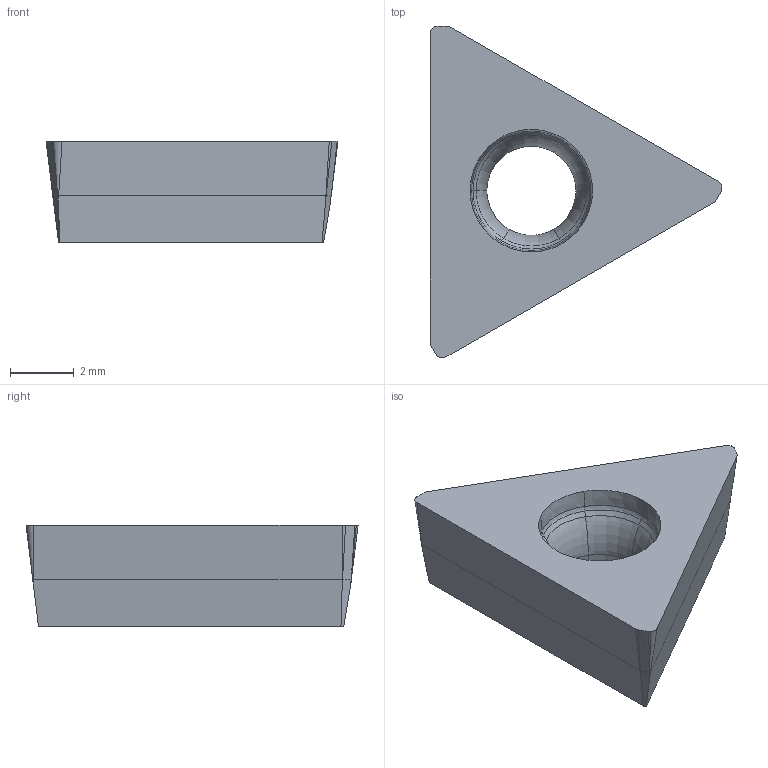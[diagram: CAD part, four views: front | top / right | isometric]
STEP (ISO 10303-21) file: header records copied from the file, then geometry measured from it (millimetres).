
FILE_DESCRIPTION(/* description */ (''),/* implementation_level */ '2;1');
FILE_NAME(/* name */ 'aaa339343_a.stp',/* time_stamp */ '2019-09-25T14:55:39+02:00',/* author */ (''),/* organization */ ('SMS'),/* preprocessor_version */ 'ST-DEVELOPER v16.7',/* originating_system */ 'SIEMENS PLM Software NX 12.0',/* authorisation */ '');
FILE_SCHEMA (('AUTOMOTIVE_DESIGN { 1 0 10303 214 3 1 1 1 }'));
Length unit declared in the file: millimetre
Products named in the file (1): AAA339343_A
Bounding box: 9.14 x 10.4 x 3.18 mm (x, y, z)
Volume: 121.5 mm3; surface area: 203.5 mm2
Topology: 1 solids, 1 shells, 65 faces, 154 edges, 87 vertices
Faces by surface type: bspline 36, cone 21, plane 8
Entity records: 5104 total; most frequent: CARTESIAN_POINT 3872, ORIENTED_EDGE 294, DIRECTION 148, EDGE_CURVE 147, B_SPLINE_CURVE_WITH_KNOTS 88, VERTEX_POINT 84, EDGE_LOOP 67, ADVANCED_FACE 65
